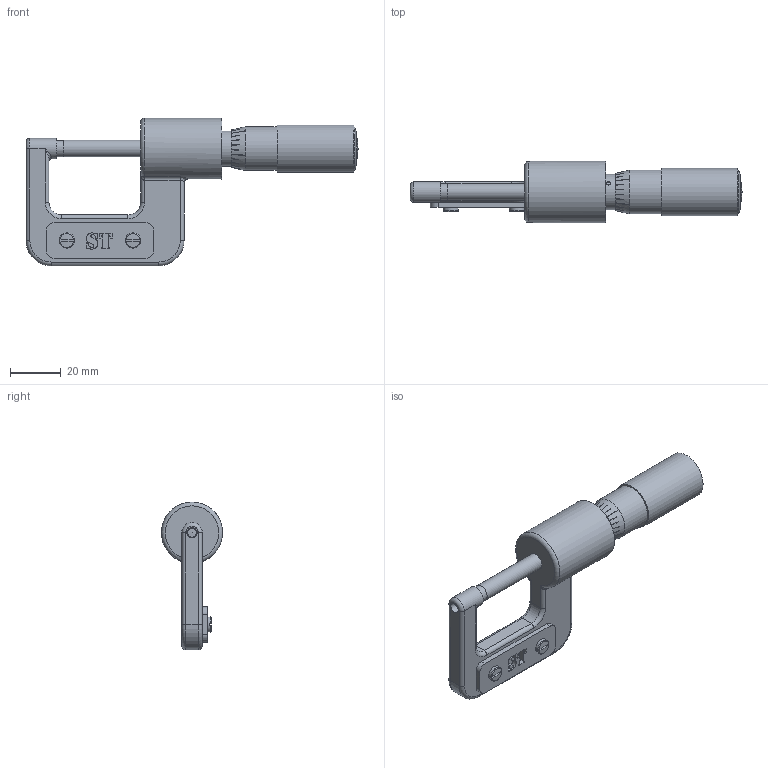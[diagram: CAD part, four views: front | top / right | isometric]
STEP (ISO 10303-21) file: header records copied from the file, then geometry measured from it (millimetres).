
FILE_DESCRIPTION(/* description */ ('Unknown'),/* implementation_level */ '2;1');
FILE_NAME(/* name */ 'stoadmm',/* time_stamp */ '2021-10-25T17:41:10+01:00',/* author */ ('Unknown'),/* organization */ ('Unknown'),/* preprocessor_version */ 'ST-DEVELOPER v16.7',/* originating_system */ 'Solid Edge',/* authorisation */ 'Unknown');
FILE_SCHEMA (('AUTOMOTIVE_DESIGN {1 0 10303 214 3 1 1}'));
Length unit declared in the file: millimetre
Products named in the file (14): stoadmm; Frame3; Anvil1; NamePlate1; Screw2; SpindleSubss; Stem1; Plate3; Binder1; Barrel1; Spindless; Thimble1; Washer2; Screw1
Assembly tree (14 placements, depth 3):
  stoadmm
    Frame3
    Anvil1
    NamePlate1
    Screw2  x2
    SpindleSubss
      Stem1
      Plate3
      Binder1
      Barrel1
      Spindless
      Thimble1
      Washer2
      Screw1
Bounding box: 130.23 x 24 x 58 mm (x, y, z)
Volume: 39451.4 mm3; surface area: 27145.4 mm2
Topology: 13 solids, 13 shells, 608 faces, 1535 edges, 960 vertices
Faces by surface type: plane 308, cone 155, cylinder 86, torus 30, bspline 21, sphere 8
Full cylindrical faces by diameter (mm): 1.613 x1, 3 x2, 3.2 x2, 3.242 x2, 3.378 x1, 3.842 x1, 3.988 x1, 4 x3, 4.089 x1, 5.203 x1, 5.22 x1, 6 x2, 6.154 x1, 6.344 x1, 6.528 x1, 7 x1, 7.442 x1, 7.468 x1, 7.938 x1, 7.988 x1, 8 x2, 8.5 x1, 8.661 x1, 9.423 x1, 9.525 x1, 11.1 x2, 12.446 x4, 12.611 x1, 13.097 x1, 14.28 x1
Entity records: 21587 total; most frequent: CARTESIAN_POINT 4680, ORIENTED_EDGE 2794, DIRECTION 2786, EDGE_CURVE 1397, AXIS2_PLACEMENT_3D 1073, VERTEX_POINT 908, FACE_BOUND 723, EDGE_LOOP 722
